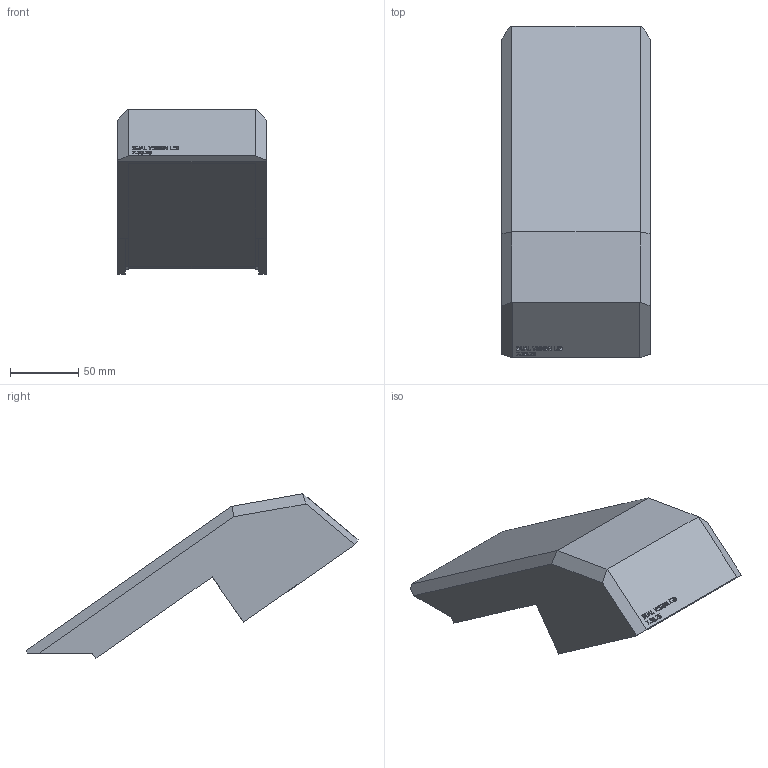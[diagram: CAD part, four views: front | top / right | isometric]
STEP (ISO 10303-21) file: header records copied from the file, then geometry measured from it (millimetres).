
FILE_DESCRIPTION(/* description */ (''),/* implementation_level */ '2;1');
FILE_NAME(/* name */ 'cameraholderlidwithlip v0.4.stp',/* time_stamp */ '2025-07-30T12:04:15-04:00',/* author */ ('mateo'),/* organization */ (''),/* preprocessor_version */ 'ST-DEVELOPER v20',/* originating_system */ 'Autodesk Inventor 2025',/* authorisation */ '');
FILE_SCHEMA (('AUTOMOTIVE_DESIGN { 1 0 10303 214 3 1 1 }'));
Length unit declared in the file: millimetre
Products named in the file (1): cameraholderlid v0.4
Bounding box: 108.46 x 242.79 x 120.4 mm (x, y, z)
Volume: 327896.9 mm3; surface area: 101054.3 mm2
Topology: 1 solids, 1 shells, 307 faces, 842 edges, 563 vertices
Faces by surface type: plane 198, bspline 109
Entity records: 10501 total; most frequent: CARTESIAN_POINT 3391, ORIENTED_EDGE 1684, DIRECTION 1022, EDGE_CURVE 842, LINE 624, VECTOR 624, VERTEX_POINT 562, EDGE_LOOP 332
